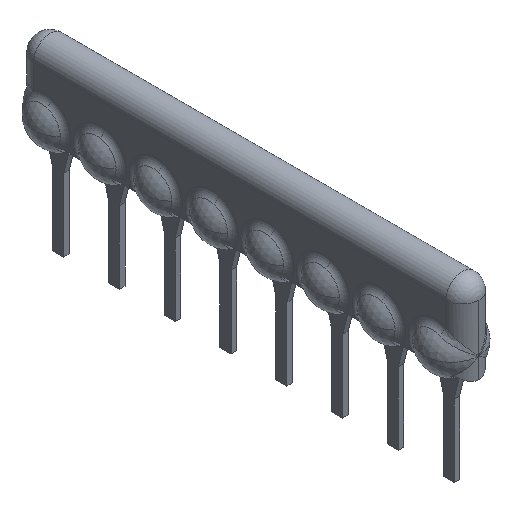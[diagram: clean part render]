
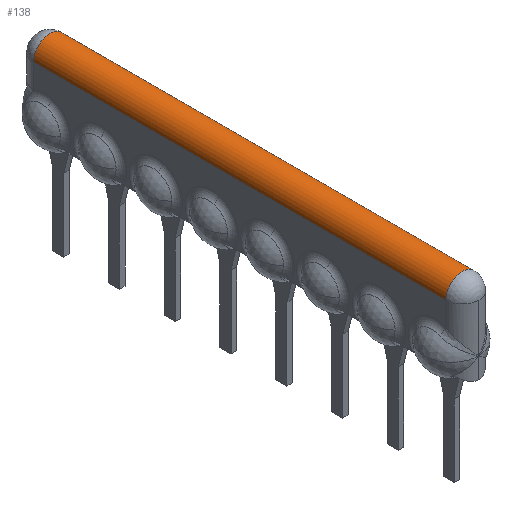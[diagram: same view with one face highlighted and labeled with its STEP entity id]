
A CAD part, isometric view. The second image highlights one B-rep face of the part: STEP entity #138.
In plain terms, the highlighted cylindrical face has radius 0.75 mm (diameter 1.5 mm), a partial arc.
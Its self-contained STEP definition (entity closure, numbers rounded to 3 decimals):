
#138=ADVANCED_FACE('',(#421),#422,.T.);
#421=FACE_OUTER_BOUND('',#1211,.T.);
#422=CYLINDRICAL_SURFACE('',#1212,0.75);
#1211=EDGE_LOOP('',(#2358,#2359,#2360,#2361));
#1212=AXIS2_PLACEMENT_3D('',#2362,#2363,#2364);
#2358=ORIENTED_EDGE('',*,*,#3666,.F.);
#2359=ORIENTED_EDGE('',*,*,#3667,.F.);
#2360=ORIENTED_EDGE('',*,*,#3592,.T.);
#2361=ORIENTED_EDGE('',*,*,#3668,.T.);
#2362=CARTESIAN_POINT('',(0.0,0.0,2.195));
#2363=DIRECTION('',(-0.0,-1.0,0.0));
#2364=DIRECTION('',(-1.0,0.0,0.0));
#3592=EDGE_CURVE('',#5018,#5013,#5019,.T.);
#3666=EDGE_CURVE('',#4927,#5009,#5120,.T.);
#3667=EDGE_CURVE('',#5018,#4927,#5121,.T.);
#3668=EDGE_CURVE('',#5013,#5009,#5122,.T.);
#4927=VERTEX_POINT('',#6117);
#5009=VERTEX_POINT('',#6325);
#5013=VERTEX_POINT('',#6330);
#5018=VERTEX_POINT('',#6353);
#5019=LINE('',#6354,#6355);
#5120=LINE('',#6580,#6581);
#5121=CIRCLE('',#6582,0.75);
#5122=CIRCLE('',#6583,0.75);
#6117=CARTESIAN_POINT('',(-0.75,0.75,2.195));
#6325=CARTESIAN_POINT('',(-0.75,19.52,2.195));
#6330=CARTESIAN_POINT('',(0.75,19.52,2.195));
#6353=CARTESIAN_POINT('',(0.75,0.75,2.195));
#6354=CARTESIAN_POINT('',(0.75,0.75,2.195));
#6355=VECTOR('',#7872,18.77);
#6580=CARTESIAN_POINT('',(-0.75,0.75,2.195));
#6581=VECTOR('',#8008,18.77);
#6582=AXIS2_PLACEMENT_3D('',#8009,#8010,#8011);
#6583=AXIS2_PLACEMENT_3D('',#8012,#8013,#8014);
#7872=DIRECTION('',(0.0,1.0,0.));
#8008=DIRECTION('',(0.0,1.0,0.));
#8009=CARTESIAN_POINT('',(0.0,0.75,2.195));
#8010=DIRECTION('',(0.0,-1.0,0.0));
#8011=DIRECTION('',(1.0,0.0,0.0));
#8012=CARTESIAN_POINT('',(0.0,19.52,2.195));
#8013=DIRECTION('',(0.0,-1.0,0.0));
#8014=DIRECTION('',(1.0,0.0,0.0));
